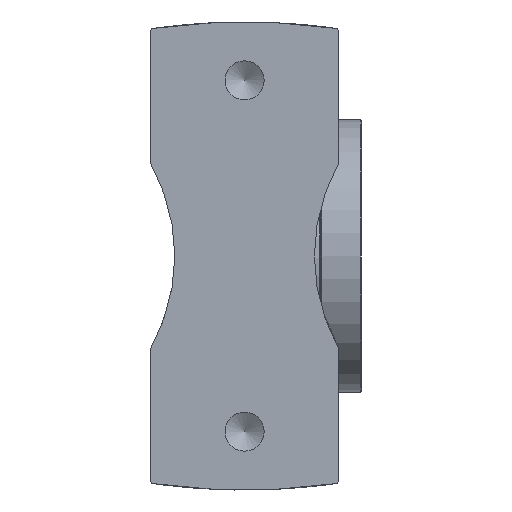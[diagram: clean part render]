
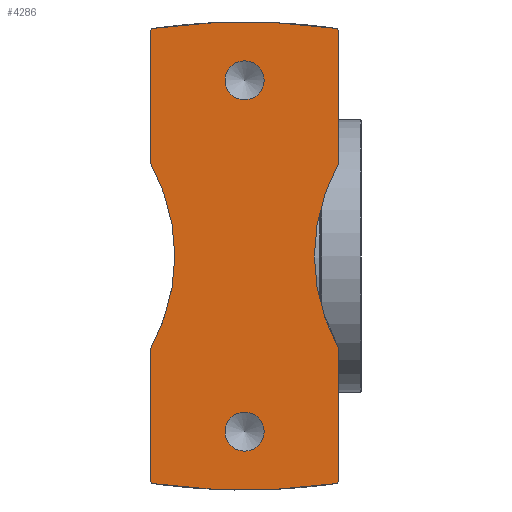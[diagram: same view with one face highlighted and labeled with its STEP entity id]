
A CAD part, front view. The second image highlights one B-rep face of the part: STEP entity #4286.
In plain terms, the highlighted face is planar.
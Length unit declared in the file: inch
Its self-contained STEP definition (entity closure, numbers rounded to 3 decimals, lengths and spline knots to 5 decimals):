
#1052=VECTOR('',#4996,1.);
#1062=VECTOR('',#5100,1.);
#1205=LINE('',#8199,#1052);
#1215=LINE('',#9227,#1062);
#1354=PLANE('',#4585);
#1401=CIRCLE('',#4460,0.2085);
#1403=CIRCLE('',#4464,0.2085);
#1424=CIRCLE('',#4495,6.9071);
#1443=CIRCLE('',#4524,0.035);
#1473=CIRCLE('',#4571,0.035);
#1474=CIRCLE('',#4574,2.);
#1475=CIRCLE('',#4578,0.035);
#1477=CIRCLE('',#4584,0.035);
#1478=CIRCLE('',#4586,2.);
#1479=CIRCLE('',#4587,6.9071);
#1624=VERTEX_POINT('',#5947);
#1627=VERTEX_POINT('',#5954);
#1653=VERTEX_POINT('',#7837);
#1654=VERTEX_POINT('',#7839);
#1669=VERTEX_POINT('',#8198);
#1670=VERTEX_POINT('',#8200);
#1702=VERTEX_POINT('',#9222);
#1703=VERTEX_POINT('',#9226);
#1704=VERTEX_POINT('',#9230);
#1706=VERTEX_POINT('',#9237);
#1707=VERTEX_POINT('',#9240);
#1708=VERTEX_POINT('',#9517);
#1709=VERTEX_POINT('',#9519);
#1710=VERTEX_POINT('',#9522);
#2081=EDGE_CURVE('',#1624,#1624,#1401,.T.);
#2083=EDGE_CURVE('',#1627,#1627,#1403,.T.);
#2129=EDGE_CURVE('',#1654,#1653,#1424,.T.);
#2160=EDGE_CURVE('',#1670,#1669,#1205,.T.);
#2162=EDGE_CURVE('',#1654,#1669,#1443,.T.);
#2217=EDGE_CURVE('',#1702,#1653,#1473,.T.);
#2219=EDGE_CURVE('',#1703,#1702,#1215,.T.);
#2221=EDGE_CURVE('',#1703,#1704,#1474,.T.);
#2225=EDGE_CURVE('',#1706,#1704,#1215,.T.);
#2227=EDGE_CURVE('',#1707,#1706,#1475,.T.);
#2234=EDGE_CURVE('',#1708,#1709,#1477,.T.);
#2237=EDGE_CURVE('',#1708,#1710,#1205,.T.);
#2238=EDGE_CURVE('',#1710,#1670,#1478,.T.);
#2239=EDGE_CURVE('',#1707,#1709,#1479,.T.);
#2905=ORIENTED_EDGE('',*,*,#2081,.T.);
#2906=ORIENTED_EDGE('',*,*,#2083,.T.);
#2907=ORIENTED_EDGE('',*,*,#2234,.F.);
#2908=ORIENTED_EDGE('',*,*,#2237,.T.);
#2909=ORIENTED_EDGE('',*,*,#2238,.T.);
#2910=ORIENTED_EDGE('',*,*,#2160,.T.);
#2911=ORIENTED_EDGE('',*,*,#2162,.F.);
#2912=ORIENTED_EDGE('',*,*,#2129,.T.);
#2913=ORIENTED_EDGE('',*,*,#2217,.F.);
#2914=ORIENTED_EDGE('',*,*,#2219,.F.);
#2915=ORIENTED_EDGE('',*,*,#2221,.T.);
#2916=ORIENTED_EDGE('',*,*,#2225,.F.);
#2917=ORIENTED_EDGE('',*,*,#2227,.F.);
#2918=ORIENTED_EDGE('',*,*,#2239,.T.);
#3728=EDGE_LOOP('',(#2905));
#3729=EDGE_LOOP('',(#2906));
#3730=EDGE_LOOP('',(#2907,#2908,#2909,#2910,#2911,#2912,#2913,#2914,#2915,
#2916,#2917,#2918));
#4006=FACE_BOUND('',#3728,.T.);
#4007=FACE_BOUND('',#3729,.T.);
#4008=FACE_BOUND('',#3730,.T.);
#4286=ADVANCED_FACE('',(#4006,#4007,#4008),#1354,.F.);
#4460=AXIS2_PLACEMENT_3D('',#5946,#4869,#4870);
#4464=AXIS2_PLACEMENT_3D('',#5953,#4877,#4878);
#4495=AXIS2_PLACEMENT_3D('',#7838,#4939,#4940);
#4524=AXIS2_PLACEMENT_3D('',#8203,#5000,#5001);
#4571=AXIS2_PLACEMENT_3D('',#9223,#5096,#5097);
#4574=AXIS2_PLACEMENT_3D('',#9231,#5104,#5105);
#4578=AXIS2_PLACEMENT_3D('',#9241,#5114,#5115);
#4584=AXIS2_PLACEMENT_3D('',#9518,#5127,#5128);
#4585=AXIS2_PLACEMENT_3D('',#9523,#5131,$);
#4586=AXIS2_PLACEMENT_3D('',#9524,#5132,#5133);
#4587=AXIS2_PLACEMENT_3D('',#9525,#5134,#5135);
#4869=DIRECTION('',(0.,0.,1.));
#4870=DIRECTION('',(0.209,0.,0.));
#4877=DIRECTION('',(0.,0.,1.));
#4878=DIRECTION('',(0.209,0.,0.));
#4939=DIRECTION('',(0.,0.,-1.));
#4940=DIRECTION('',(6.907,0.,0.));
#4996=DIRECTION('',(0.,-1.,0.));
#5000=DIRECTION('',(0.,0.,1.));
#5001=DIRECTION('',(0.026,-0.023,0.));
#5096=DIRECTION('',(0.,0.,1.));
#5097=DIRECTION('',(-0.026,-0.023,0.));
#5100=DIRECTION('',(0.,-1.,0.));
#5104=DIRECTION('',(0.,0.,1.));
#5105=DIRECTION('',(-2.,0.,0.));
#5114=DIRECTION('',(0.,0.,1.));
#5115=DIRECTION('',(-0.026,0.023,0.));
#5127=DIRECTION('',(0.,0.,1.));
#5128=DIRECTION('',(0.026,0.023,0.));
#5131=DIRECTION('',(0.,0.,1.));
#5132=DIRECTION('',(0.,0.,1.));
#5133=DIRECTION('',(2.,0.,0.));
#5134=DIRECTION('',(0.,0.,-1.));
#5135=DIRECTION('',(-6.907,0.,0.));
#5946=CARTESIAN_POINT('',(0.,-1.87598,0.));
#5947=CARTESIAN_POINT('',(0.2085,-1.87598,0.));
#5953=CARTESIAN_POINT('',(0.,1.87598,0.));
#5954=CARTESIAN_POINT('',(0.2085,1.87598,0.));
#7837=CARTESIAN_POINT('',(-0.97387,-2.431,0.));
#7838=CARTESIAN_POINT('',(0.,4.4071,0.));
#7839=CARTESIAN_POINT('',(0.97387,-2.431,0.));
#8198=CARTESIAN_POINT('',(1.00394,-2.39635,0.));
#8199=CARTESIAN_POINT('',(1.00394,2.42665,0.));
#8200=CARTESIAN_POINT('',(1.00394,-0.98425,0.));
#8203=CARTESIAN_POINT('',(0.96894,-2.39635,0.));
#9222=CARTESIAN_POINT('',(-1.00394,-2.39635,0.));
#9223=CARTESIAN_POINT('',(-0.96894,-2.39635,0.));
#9226=CARTESIAN_POINT('',(-1.00394,-0.98425,0.));
#9227=CARTESIAN_POINT('',(-1.00394,2.42665,0.));
#9230=CARTESIAN_POINT('',(-1.00394,0.98425,0.));
#9231=CARTESIAN_POINT('',(-2.74498,0.,0.));
#9237=CARTESIAN_POINT('',(-1.00394,2.39635,0.));
#9240=CARTESIAN_POINT('',(-0.97387,2.431,0.));
#9241=CARTESIAN_POINT('',(-0.96894,2.39635,0.));
#9517=CARTESIAN_POINT('',(1.00394,2.39635,0.));
#9518=CARTESIAN_POINT('',(0.96894,2.39635,0.));
#9519=CARTESIAN_POINT('',(0.97387,2.431,0.));
#9522=CARTESIAN_POINT('',(1.00394,0.98425,0.));
#9523=CARTESIAN_POINT('',(0.49678,1.23409,0.));
#9524=CARTESIAN_POINT('',(2.74498,0.,0.));
#9525=CARTESIAN_POINT('',(0.,-4.4071,0.));
